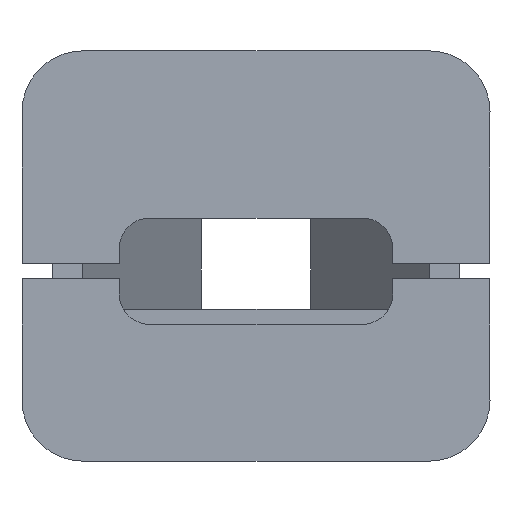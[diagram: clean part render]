
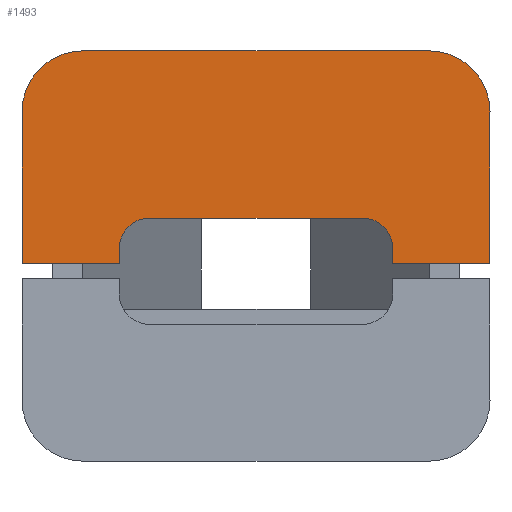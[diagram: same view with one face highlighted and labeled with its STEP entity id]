
A CAD part, left-side view. The second image highlights one B-rep face of the part: STEP entity #1493.
In plain terms, the highlighted planar face has unit normal (-1, 0, 0).
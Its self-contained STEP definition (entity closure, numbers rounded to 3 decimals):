
#111=FACE_OUTER_BOUND('',#195,.T.);
#195=EDGE_LOOP('',(#1187,#1188,#1189,#1190,#1191,#1192,#1193,#1194,#1195,
#1196,#1197,#1198));
#321=LINE('',#2422,#481);
#322=LINE('',#2424,#482);
#323=LINE('',#2426,#483);
#324=LINE('',#2430,#484);
#325=LINE('',#2434,#485);
#326=LINE('',#2436,#486);
#327=LINE('',#2438,#487);
#328=LINE('',#2441,#488);
#481=VECTOR('',#1900,10.);
#482=VECTOR('',#1901,10.);
#483=VECTOR('',#1902,10.);
#484=VECTOR('',#1905,10.);
#485=VECTOR('',#1908,10.);
#486=VECTOR('',#1909,10.);
#487=VECTOR('',#1910,10.);
#488=VECTOR('',#1913,10.);
#575=CIRCLE('',#1615,2.);
#576=CIRCLE('',#1616,1.);
#577=CIRCLE('',#1617,1.);
#578=CIRCLE('',#1618,2.);
#669=VERTEX_POINT('',#2418);
#670=VERTEX_POINT('',#2419);
#671=VERTEX_POINT('',#2421);
#672=VERTEX_POINT('',#2423);
#673=VERTEX_POINT('',#2425);
#674=VERTEX_POINT('',#2427);
#675=VERTEX_POINT('',#2429);
#676=VERTEX_POINT('',#2431);
#677=VERTEX_POINT('',#2433);
#678=VERTEX_POINT('',#2435);
#679=VERTEX_POINT('',#2437);
#680=VERTEX_POINT('',#2439);
#851=EDGE_CURVE('',#669,#670,#575,.T.);
#852=EDGE_CURVE('',#671,#669,#321,.T.);
#853=EDGE_CURVE('',#672,#671,#322,.T.);
#854=EDGE_CURVE('',#673,#672,#323,.T.);
#855=EDGE_CURVE('',#674,#673,#576,.T.);
#856=EDGE_CURVE('',#675,#674,#324,.T.);
#857=EDGE_CURVE('',#676,#675,#577,.T.);
#858=EDGE_CURVE('',#677,#676,#325,.T.);
#859=EDGE_CURVE('',#678,#677,#326,.T.);
#860=EDGE_CURVE('',#679,#678,#327,.T.);
#861=EDGE_CURVE('',#680,#679,#578,.T.);
#862=EDGE_CURVE('',#670,#680,#328,.T.);
#1187=ORIENTED_EDGE('',*,*,#851,.F.);
#1188=ORIENTED_EDGE('',*,*,#852,.F.);
#1189=ORIENTED_EDGE('',*,*,#853,.F.);
#1190=ORIENTED_EDGE('',*,*,#854,.F.);
#1191=ORIENTED_EDGE('',*,*,#855,.F.);
#1192=ORIENTED_EDGE('',*,*,#856,.F.);
#1193=ORIENTED_EDGE('',*,*,#857,.F.);
#1194=ORIENTED_EDGE('',*,*,#858,.F.);
#1195=ORIENTED_EDGE('',*,*,#859,.F.);
#1196=ORIENTED_EDGE('',*,*,#860,.F.);
#1197=ORIENTED_EDGE('',*,*,#861,.F.);
#1198=ORIENTED_EDGE('',*,*,#862,.F.);
#1424=PLANE('',#1614);
#1493=ADVANCED_FACE('',(#111),#1424,.F.);
#1614=AXIS2_PLACEMENT_3D('',#2417,#1896,#1897);
#1615=AXIS2_PLACEMENT_3D('',#2420,#1898,#1899);
#1616=AXIS2_PLACEMENT_3D('',#2428,#1903,#1904);
#1617=AXIS2_PLACEMENT_3D('',#2432,#1906,#1907);
#1618=AXIS2_PLACEMENT_3D('',#2440,#1911,#1912);
#1896=DIRECTION('center_axis',(1.,0.,0.));
#1897=DIRECTION('ref_axis',(0.,1.,0.));
#1898=DIRECTION('center_axis',(1.,0.,0.));
#1899=DIRECTION('ref_axis',(0.,0.707,0.707));
#1900=DIRECTION('',(0.,0.,1.));
#1901=DIRECTION('',(0.,1.,0.));
#1902=DIRECTION('',(0.,0.,-1.));
#1903=DIRECTION('center_axis',(-1.,0.,0.));
#1904=DIRECTION('ref_axis',(0.,0.707,0.707));
#1905=DIRECTION('',(0.,1.,0.));
#1906=DIRECTION('center_axis',(-1.,0.,0.));
#1907=DIRECTION('ref_axis',(0.,-0.707,0.707));
#1908=DIRECTION('',(0.,0.,1.));
#1909=DIRECTION('',(0.,1.,0.));
#1910=DIRECTION('',(0.,0.,-1.));
#1911=DIRECTION('center_axis',(1.,0.,0.));
#1912=DIRECTION('ref_axis',(0.,-0.707,0.707));
#1913=DIRECTION('',(0.,-1.,0.));
#2417=CARTESIAN_POINT('Origin',(-1.,-2.,0.));
#2418=CARTESIAN_POINT('',(-1.,13.4,11.5));
#2419=CARTESIAN_POINT('',(-1.,11.4,13.5));
#2420=CARTESIAN_POINT('Origin',(-1.,11.4,11.5));
#2421=CARTESIAN_POINT('',(-1.,13.4,6.5));
#2422=CARTESIAN_POINT('',(-1.,13.4,3.25));
#2423=CARTESIAN_POINT('',(-1.,10.2,6.5));
#2424=CARTESIAN_POINT('',(-1.,1.85,6.5));
#2425=CARTESIAN_POINT('',(-1.,10.2,7.));
#2426=CARTESIAN_POINT('',(-1.,10.2,2.25));
#2427=CARTESIAN_POINT('',(-1.,9.2,8.));
#2428=CARTESIAN_POINT('Origin',(-1.,9.2,7.));
#2429=CARTESIAN_POINT('',(-1.,2.2,8.));
#2430=CARTESIAN_POINT('',(-1.,4.1,8.));
#2431=CARTESIAN_POINT('',(-1.,1.2,7.));
#2432=CARTESIAN_POINT('Origin',(-1.,2.2,7.));
#2433=CARTESIAN_POINT('',(-1.,1.2,6.5));
#2434=CARTESIAN_POINT('',(-1.,1.2,4.));
#2435=CARTESIAN_POINT('',(-1.,-2.,6.5));
#2436=CARTESIAN_POINT('',(-1.,1.85,6.5));
#2437=CARTESIAN_POINT('',(-1.,-2.,11.5));
#2438=CARTESIAN_POINT('',(-1.,-2.,3.25));
#2439=CARTESIAN_POINT('',(-1.,0.,13.5));
#2440=CARTESIAN_POINT('Origin',(-1.,0.,11.5));
#2441=CARTESIAN_POINT('',(-1.,1.85,13.5));
